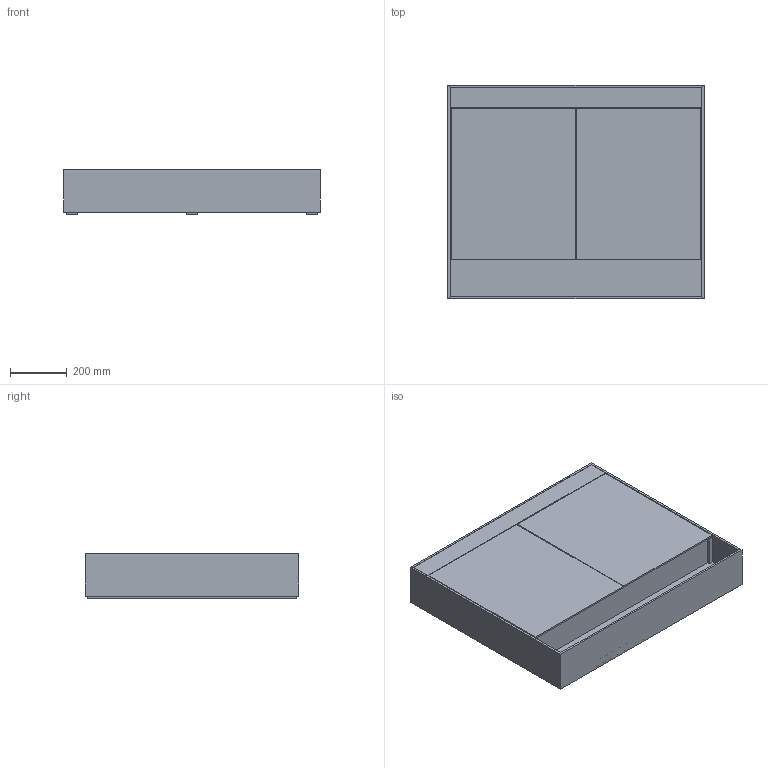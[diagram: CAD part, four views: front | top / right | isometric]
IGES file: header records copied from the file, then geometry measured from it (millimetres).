
Start section: SolidWorks IGES file using analytic representation for surfaces
Global section: file name: SCA-SPS1-9.IGS; native system: SolidWorks 2019; preprocessor: SolidWorks 2019; author: r.frank; date: 200731.105258; units: millimetre
Bounding box: 900 x 750 x 158 mm (x, y, z)
Surface area: 5832576.4 mm2 (no closed solid volume)
Topology: 0 solids, 0 shells, 357 faces, 3956 edges, 3956 vertices
Faces by surface type: bspline 273, revolution 84
